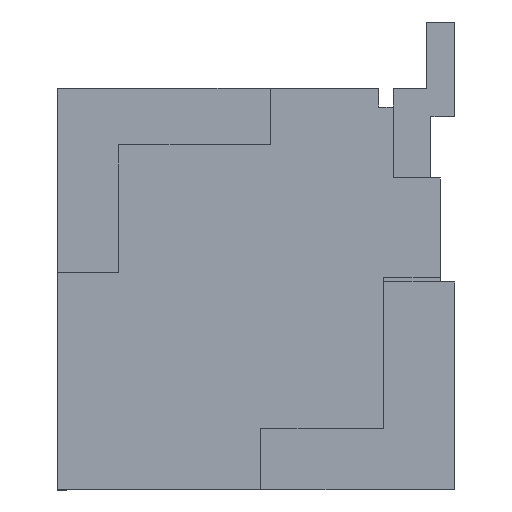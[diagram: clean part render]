
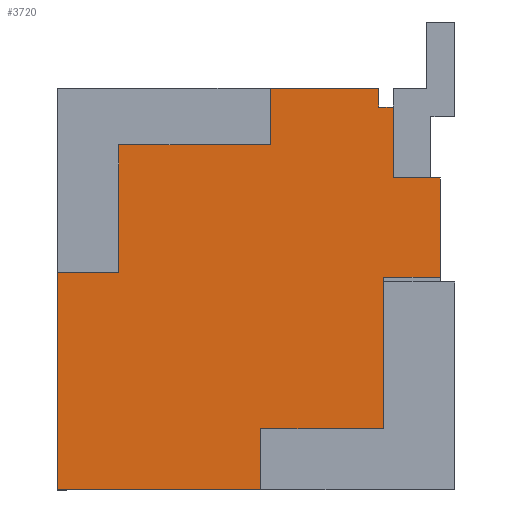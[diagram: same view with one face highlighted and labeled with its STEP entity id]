
A CAD part, left-side view. The second image highlights one B-rep face of the part: STEP entity #3720.
In plain terms, the highlighted planar face has unit normal (-1, 0, 0).
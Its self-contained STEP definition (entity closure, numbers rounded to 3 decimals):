
#3647 = VERTEX_POINT ( 'NONE', #5723 ) ;
#3648 = ORIENTED_EDGE ( 'NONE', *, *, #3649, .T. ) ;
#3649 = EDGE_CURVE ( 'NONE', #3667, #3668, #5722, .T. ) ;
#3650 = ORIENTED_EDGE ( 'NONE', *, *, #3669, .T. ) ;
#3662 = ORIENTED_EDGE ( 'NONE', *, *, #3663, .F. ) ;
#3663 = EDGE_CURVE ( 'NONE', #3664, #3647, #5753, .T. ) ;
#3664 = VERTEX_POINT ( 'NONE', #5749 ) ;
#3665 = ORIENTED_EDGE ( 'NONE', *, *, #3666, .T. ) ;
#3666 = EDGE_CURVE ( 'NONE', #3664, #3667, #5748, .T. ) ;
#3667 = VERTEX_POINT ( 'NONE', #5744 ) ;
#3668 = VERTEX_POINT ( 'NONE', #5743 ) ;
#3669 = EDGE_CURVE ( 'NONE', #3668, #3670, #5742, .T. ) ;
#3670 = VERTEX_POINT ( 'NONE', #5738 ) ;
#3671 = ORIENTED_EDGE ( 'NONE', *, *, #3672, .T. ) ;
#3672 = EDGE_CURVE ( 'NONE', #3670, #3673, #5737, .T. ) ;
#3673 = VERTEX_POINT ( 'NONE', #5799 ) ;
#3674 = ORIENTED_EDGE ( 'NONE', *, *, #3675, .T. ) ;
#3675 = EDGE_CURVE ( 'NONE', #3673, #3676, #5798, .T. ) ;
#3676 = VERTEX_POINT ( 'NONE', #5794 ) ;
#3677 = ORIENTED_EDGE ( 'NONE', *, *, #3678, .T. ) ;
#3678 = EDGE_CURVE ( 'NONE', #3676, #3679, #5793, .T. ) ;
#3679 = VERTEX_POINT ( 'NONE', #5789 ) ;
#3680 = ORIENTED_EDGE ( 'NONE', *, *, #3681, .T. ) ;
#3681 = EDGE_CURVE ( 'NONE', #3679, #3682, #5788, .T. ) ;
#3682 = VERTEX_POINT ( 'NONE', #5784 ) ;
#3683 = ORIENTED_EDGE ( 'NONE', *, *, #3684, .T. ) ;
#3684 = EDGE_CURVE ( 'NONE', #3682, #3685, #5783, .T. ) ;
#3685 = VERTEX_POINT ( 'NONE', #5779 ) ;
#3686 = ORIENTED_EDGE ( 'NONE', *, *, #3687, .T. ) ;
#3687 = EDGE_CURVE ( 'NONE', #3685, #3688, #5778, .T. ) ;
#3688 = VERTEX_POINT ( 'NONE', #5774 ) ;
#3689 = ORIENTED_EDGE ( 'NONE', *, *, #3690, .T. ) ;
#3690 = EDGE_CURVE ( 'NONE', #3688, #3691, #5773, .T. ) ;
#3691 = VERTEX_POINT ( 'NONE', #5769 ) ;
#3692 = ORIENTED_EDGE ( 'NONE', *, *, #3693, .F. ) ;
#3693 = EDGE_CURVE ( 'NONE', #3724, #3691, #5831, .T. ) ;
#3720 = ADVANCED_FACE ( 'NONE', ( #5898 ), #5940, .F. ) ;
#3721 = EDGE_LOOP ( 'NONE', ( #3722, #3726, #3729, #3732, #3662, #3665, #3648, #3650, #3671, #3674, #3677, #3680, #3683, #3686, #3689, #3692 ) ) ;
#3722 = ORIENTED_EDGE ( 'NONE', *, *, #3723, .T. ) ;
#3723 = EDGE_CURVE ( 'NONE', #3724, #3725, #5935, .T. ) ;
#3724 = VERTEX_POINT ( 'NONE', #5931 ) ;
#3725 = VERTEX_POINT ( 'NONE', #5930 ) ;
#3726 = ORIENTED_EDGE ( 'NONE', *, *, #3727, .T. ) ;
#3727 = EDGE_CURVE ( 'NONE', #3725, #3728, #5929, .T. ) ;
#3728 = VERTEX_POINT ( 'NONE', #5925 ) ;
#3729 = ORIENTED_EDGE ( 'NONE', *, *, #3731, .T. ) ;
#3730 = VERTEX_POINT ( 'NONE', #5924 ) ;
#3731 = EDGE_CURVE ( 'NONE', #3728, #3730, #5923, .T. ) ;
#3732 = ORIENTED_EDGE ( 'NONE', *, *, #3733, .T. ) ;
#3733 = EDGE_CURVE ( 'NONE', #3730, #3647, #5919, .T. ) ;
#5719 = DIRECTION ( 'NONE',  ( 0., 0., 1. ) ) ;
#5720 = VECTOR ( 'NONE', #5719, 1000. ) ;
#5721 = CARTESIAN_POINT ( 'NONE',  ( -17., 1.725, -0.525 ) ) ;
#5722 = LINE ( 'NONE', #5721, #5720 ) ;
#5723 = CARTESIAN_POINT ( 'NONE',  ( -17., 3.875, 1.775 ) ) ;
#5737 = LINE ( 'NONE', #5802, #5801 ) ;
#5738 = CARTESIAN_POINT ( 'NONE',  ( -17., 0.425, 0.125 ) ) ;
#5739 = DIRECTION ( 'NONE',  ( 0., -1., 0. ) ) ;
#5740 = VECTOR ( 'NONE', #5739, 1000. ) ;
#5741 = CARTESIAN_POINT ( 'NONE',  ( -17., 1.725, 0.125 ) ) ;
#5742 = LINE ( 'NONE', #5741, #5740 ) ;
#5743 = CARTESIAN_POINT ( 'NONE',  ( -17., 1.725, 0.125 ) ) ;
#5744 = CARTESIAN_POINT ( 'NONE',  ( -17., 1.725, -0.525 ) ) ;
#5745 = DIRECTION ( 'NONE',  ( 0., -1., 0. ) ) ;
#5746 = VECTOR ( 'NONE', #5745, 1000. ) ;
#5747 = CARTESIAN_POINT ( 'NONE',  ( -17., 3.875, -0.525 ) ) ;
#5748 = LINE ( 'NONE', #5747, #5746 ) ;
#5749 = CARTESIAN_POINT ( 'NONE',  ( -17., 3.875, -0.525 ) ) ;
#5750 = DIRECTION ( 'NONE',  ( 0., 0., 1. ) ) ;
#5751 = VECTOR ( 'NONE', #5750, 1000. ) ;
#5752 = CARTESIAN_POINT ( 'NONE',  ( -17., 3.875, 3.725 ) ) ;
#5753 = LINE ( 'NONE', #5752, #5751 ) ;
#5769 = CARTESIAN_POINT ( 'NONE',  ( -17., 0.475, 3.725 ) ) ;
#5770 = DIRECTION ( 'NONE',  ( 0., 0., 1. ) ) ;
#5771 = VECTOR ( 'NONE', #5770, 1000. ) ;
#5772 = CARTESIAN_POINT ( 'NONE',  ( -17., 0.475, 3.525 ) ) ;
#5773 = LINE ( 'NONE', #5772, #5771 ) ;
#5774 = CARTESIAN_POINT ( 'NONE',  ( -17., 0.475, 3.525 ) ) ;
#5775 = DIRECTION ( 'NONE',  ( 0., 1., 0. ) ) ;
#5776 = VECTOR ( 'NONE', #5775, 1000. ) ;
#5777 = CARTESIAN_POINT ( 'NONE',  ( -17., 0.325, 3.525 ) ) ;
#5778 = LINE ( 'NONE', #5777, #5776 ) ;
#5779 = CARTESIAN_POINT ( 'NONE',  ( -17., 0.325, 3.525 ) ) ;
#5780 = DIRECTION ( 'NONE',  ( 0., 0., 1. ) ) ;
#5781 = VECTOR ( 'NONE', #5780, 1000. ) ;
#5782 = CARTESIAN_POINT ( 'NONE',  ( -17., 0.325, 2.775 ) ) ;
#5783 = LINE ( 'NONE', #5782, #5781 ) ;
#5784 = CARTESIAN_POINT ( 'NONE',  ( -17., 0.325, 2.775 ) ) ;
#5785 = DIRECTION ( 'NONE',  ( 0., 1., 0. ) ) ;
#5786 = VECTOR ( 'NONE', #5785, 1000. ) ;
#5787 = CARTESIAN_POINT ( 'NONE',  ( -17., -0.175, 2.775 ) ) ;
#5788 = LINE ( 'NONE', #5787, #5786 ) ;
#5789 = CARTESIAN_POINT ( 'NONE',  ( -17., -0.175, 2.775 ) ) ;
#5790 = DIRECTION ( 'NONE',  ( 0., 0., 1. ) ) ;
#5791 = VECTOR ( 'NONE', #5790, 1000. ) ;
#5792 = CARTESIAN_POINT ( 'NONE',  ( -17., -0.175, 3.725 ) ) ;
#5793 = LINE ( 'NONE', #5792, #5791 ) ;
#5794 = CARTESIAN_POINT ( 'NONE',  ( -17., -0.175, 1.725 ) ) ;
#5795 = DIRECTION ( 'NONE',  ( 0., -1., 0. ) ) ;
#5796 = VECTOR ( 'NONE', #5795, 1000. ) ;
#5797 = CARTESIAN_POINT ( 'NONE',  ( -17., 0.425, 1.725 ) ) ;
#5798 = LINE ( 'NONE', #5797, #5796 ) ;
#5799 = CARTESIAN_POINT ( 'NONE',  ( -17., 0.425, 1.725 ) ) ;
#5800 = DIRECTION ( 'NONE',  ( 0., 0., 1. ) ) ;
#5801 = VECTOR ( 'NONE', #5800, 1000. ) ;
#5802 = CARTESIAN_POINT ( 'NONE',  ( -17., 0.425, 0.125 ) ) ;
#5828 = DIRECTION ( 'NONE',  ( 0., -1., 0. ) ) ;
#5829 = VECTOR ( 'NONE', #5828, 1000. ) ;
#5830 = CARTESIAN_POINT ( 'NONE',  ( -17., 3.875, 3.725 ) ) ;
#5831 = LINE ( 'NONE', #5830, #5829 ) ;
#5898 = FACE_OUTER_BOUND ( 'NONE', #3721, .T. ) ;
#5918 = CARTESIAN_POINT ( 'NONE',  ( -17., 3.875, 1.775 ) ) ;
#5919 = LINE ( 'NONE', #5918, #5971 ) ;
#5920 = DIRECTION ( 'NONE',  ( 0., 0., -1. ) ) ;
#5921 = VECTOR ( 'NONE', #5920, 1000. ) ;
#5922 = CARTESIAN_POINT ( 'NONE',  ( -17., 3.225, 1.775 ) ) ;
#5923 = LINE ( 'NONE', #5922, #5921 ) ;
#5924 = CARTESIAN_POINT ( 'NONE',  ( -17., 3.225, 1.775 ) ) ;
#5925 = CARTESIAN_POINT ( 'NONE',  ( -17., 3.225, 3.125 ) ) ;
#5926 = DIRECTION ( 'NONE',  ( 0., 1., 0. ) ) ;
#5927 = VECTOR ( 'NONE', #5926, 1000. ) ;
#5928 = CARTESIAN_POINT ( 'NONE',  ( -17., 3.225, 3.125 ) ) ;
#5929 = LINE ( 'NONE', #5928, #5927 ) ;
#5930 = CARTESIAN_POINT ( 'NONE',  ( -17., 1.625, 3.125 ) ) ;
#5931 = CARTESIAN_POINT ( 'NONE',  ( -17., 1.625, 3.725 ) ) ;
#5932 = DIRECTION ( 'NONE',  ( 0., 0., -1. ) ) ;
#5933 = VECTOR ( 'NONE', #5932, 1000. ) ;
#5934 = CARTESIAN_POINT ( 'NONE',  ( -17., 1.625, 3.125 ) ) ;
#5935 = LINE ( 'NONE', #5934, #5933 ) ;
#5936 = DIRECTION ( 'NONE',  ( 0., -1., 0. ) ) ;
#5937 = DIRECTION ( 'NONE',  ( 1., 0., 0. ) ) ;
#5938 = CARTESIAN_POINT ( 'NONE',  ( -17., 3.875, 3.725 ) ) ;
#5939 = AXIS2_PLACEMENT_3D ( 'NONE', #5938, #5937, #5936 ) ;
#5940 = PLANE ( 'NONE',  #5939 ) ;
#5970 = DIRECTION ( 'NONE',  ( 0., 1., 0. ) ) ;
#5971 = VECTOR ( 'NONE', #5970, 1000. ) ;
